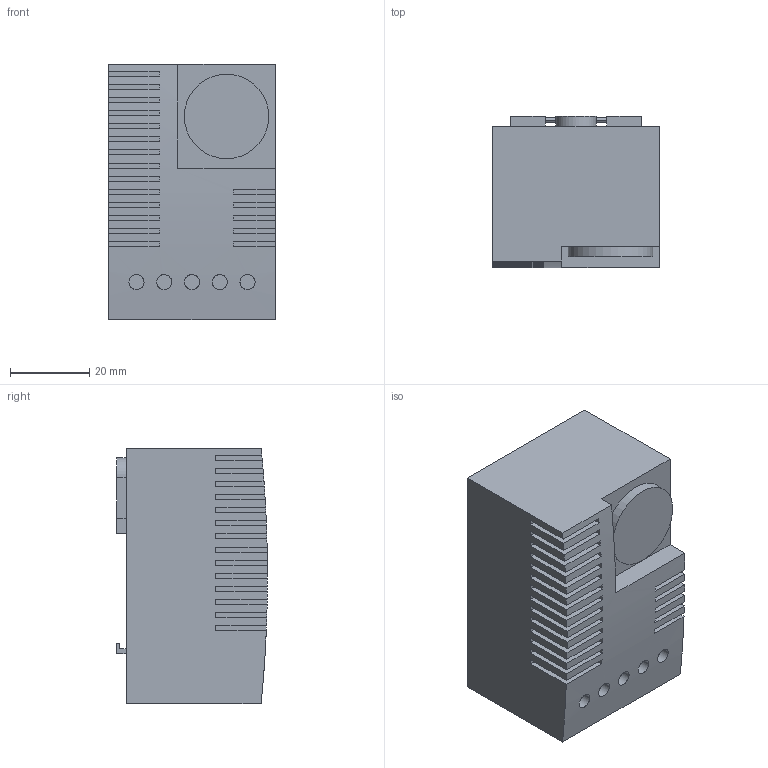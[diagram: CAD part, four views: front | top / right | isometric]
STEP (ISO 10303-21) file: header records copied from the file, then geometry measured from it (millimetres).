
FILE_DESCRIPTION(('starvars output'),'2;1');
FILE_NAME('cv20170907135034000074308.stp','13:50:34 2017/09/07',( 'Thomas Industrial Network Germany GmbH'),( 'Thomas Industrial Network Germany GmbH'),'unknown preprocess','ACIS' ,'unknown authorization');
FILE_SCHEMA(('AUTOMOTIVE_DESIGN_CC2 {UNKNOWN IMPLEMENTATION LEVEL}'));
Length unit declared in the file: millimetre
Products named in the file (1): PRODUCT_ID_1
Bounding box: 42 x 38.04 x 64.5 mm (x, y, z)
Volume: 89409.4 mm3; surface area: 19963.5 mm2
Topology: 1 solids, 1 shells, 184 faces, 491 edges, 326 vertices
Faces by surface type: plane 144, cylinder 34, torus 6
Entity records: 7094 total; most frequent: CARTESIAN_POINT 1112, ORIENTED_EDGE 982, DIRECTION 823, EDGE_CURVE 491, VECTOR 369, LINE 369, VERTEX_POINT 326, AXIS2_PLACEMENT_3D 227
